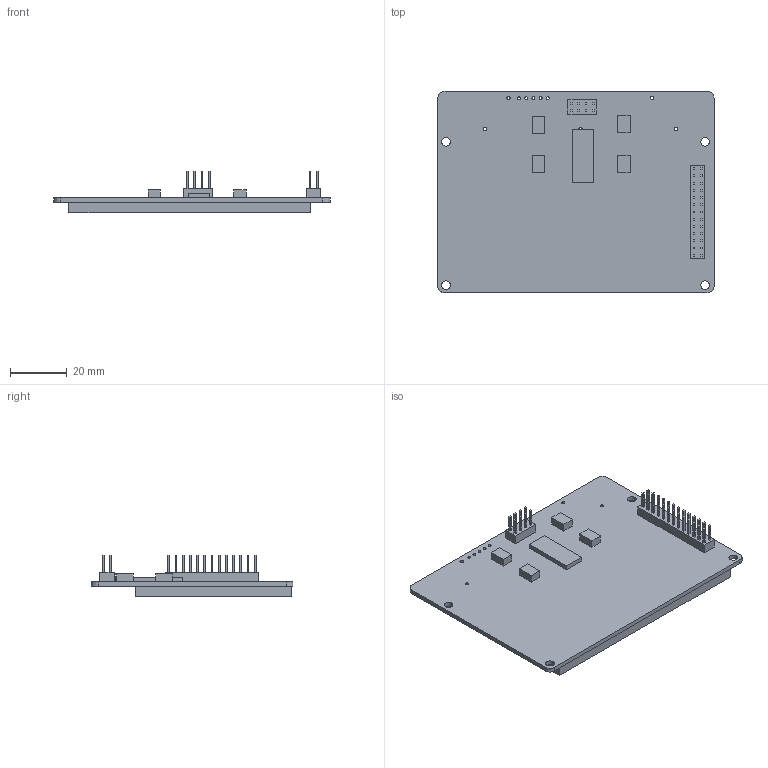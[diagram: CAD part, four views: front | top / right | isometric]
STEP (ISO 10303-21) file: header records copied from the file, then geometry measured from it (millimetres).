
FILE_DESCRIPTION((''),'2;1');
FILE_NAME('ZYNSCREEN_V1_5','2020-05-11T',('ramon'),(''),'PRO/ENGINEER BY PARAMETRIC TECHNOLOGY CORPORATION, 2013230','PRO/ENGINEER BY PARAMETRIC TECHNOLOGY CORPORATION, 2013230','');
FILE_SCHEMA(('CONFIG_CONTROL_DESIGN'));
Length unit declared in the file: millimetre
Products named in the file (1): ZYNSCREEN_V1_5
Bounding box: 97.25 x 71 x 14.65 mm (x, y, z)
Volume: 29236 mm3; surface area: 16628.2 mm2
Topology: 1 solids, 1 shells, 254 faces, 628 edges, 418 vertices
Faces by surface type: plane 222, cylinder 28, extrusion 4
Entity records: 7590 total; most frequent: CARTESIAN_POINT 1398, ORIENTED_EDGE 1256, DIRECTION 1182, EDGE_CURVE 628, VECTOR 566, LINE 562, VERTEX_POINT 418, EDGE_LOOP 324
